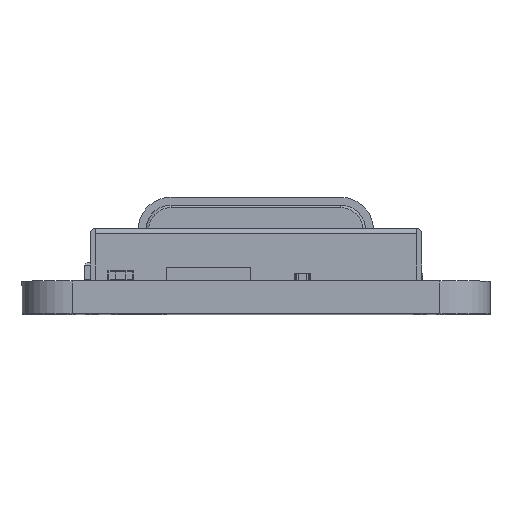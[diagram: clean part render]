
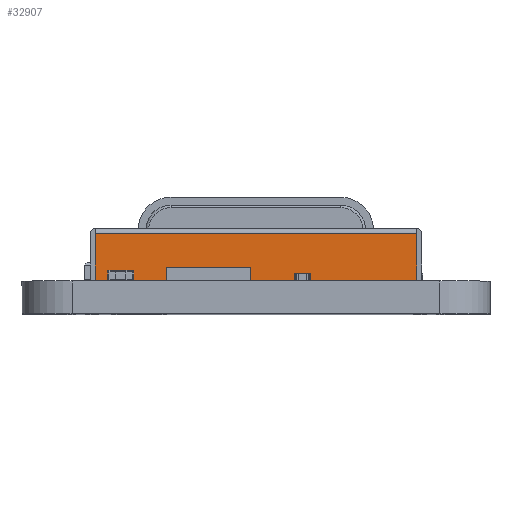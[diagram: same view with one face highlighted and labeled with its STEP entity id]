
A CAD part, top view. The second image highlights one B-rep face of the part: STEP entity #32907.
In plain terms, the highlighted planar face has unit normal (0, 0, 1).
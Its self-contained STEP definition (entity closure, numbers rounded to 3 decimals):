
#2081 = FACE_OUTER_BOUND ( 'NONE', #12821, .T. ) ;
#3748 = LINE ( 'NONE', #40582, #30390 ) ;
#4520 = VERTEX_POINT ( 'NONE', #25621 ) ;
#4758 = DIRECTION ( 'NONE',  ( 0., -1., 0. ) ) ;
#6727 = DIRECTION ( 'NONE',  ( 1., 0., 0. ) ) ;
#8797 = LINE ( 'NONE', #41885, #33839 ) ;
#9454 = VECTOR ( 'NONE', #43742, 1000. ) ;
#10808 = VERTEX_POINT ( 'NONE', #17748 ) ;
#12821 = EDGE_LOOP ( 'NONE', ( #36142, #52319, #13147, #29521 ) ) ;
#13147 = ORIENTED_EDGE ( 'NONE', *, *, #31712, .T. ) ;
#13431 = VERTEX_POINT ( 'NONE', #31623 ) ;
#14183 = LINE ( 'NONE', #43470, #9454 ) ;
#14514 = DIRECTION ( 'NONE',  ( 0., -1., 0. ) ) ;
#17748 = CARTESIAN_POINT ( 'NONE',  ( -6.1, 3.05, 7.057 ) ) ;
#18238 = LINE ( 'NONE', #30963, #18291 ) ;
#18291 = VECTOR ( 'NONE', #34794, 1000. ) ;
#20344 = VERTEX_POINT ( 'NONE', #29848 ) ;
#22616 = PLANE ( 'NONE',  #38211 ) ;
#24977 = EDGE_CURVE ( 'NONE', #4520, #13431, #3748, .T. ) ;
#25621 = CARTESIAN_POINT ( 'NONE',  ( -6.1, 1.25, 7.057 ) ) ;
#29521 = ORIENTED_EDGE ( 'NONE', *, *, #32306, .T. ) ;
#29848 = CARTESIAN_POINT ( 'NONE',  ( 6.1, 3.05, 7.057 ) ) ;
#30390 = VECTOR ( 'NONE', #6727, 1000. ) ;
#30963 = CARTESIAN_POINT ( 'NONE',  ( -6.223, 3.05, 7.057 ) ) ;
#31623 = CARTESIAN_POINT ( 'NONE',  ( 6.1, 1.25, 7.057 ) ) ;
#31712 = EDGE_CURVE ( 'NONE', #20344, #10808, #18238, .T. ) ;
#32306 = EDGE_CURVE ( 'NONE', #10808, #4520, #8797, .T. ) ;
#32907 = ADVANCED_FACE ( 'NONE', ( #2081 ), #22616, .T. ) ;
#33839 = VECTOR ( 'NONE', #4758, 1000. ) ;
#34794 = DIRECTION ( 'NONE',  ( -1., 0., 0. ) ) ;
#35116 = CARTESIAN_POINT ( 'NONE',  ( -6.223, 1.25, 7.057 ) ) ;
#36142 = ORIENTED_EDGE ( 'NONE', *, *, #24977, .T. ) ;
#38211 = AXIS2_PLACEMENT_3D ( 'NONE', #35116, #43819, #14514 ) ;
#40582 = CARTESIAN_POINT ( 'NONE',  ( 0., 1.25, 7.057 ) ) ;
#41885 = CARTESIAN_POINT ( 'NONE',  ( -6.1, 1.25, 7.057 ) ) ;
#43470 = CARTESIAN_POINT ( 'NONE',  ( 6.1, 1.25, 7.057 ) ) ;
#43742 = DIRECTION ( 'NONE',  ( 0., 1., 0. ) ) ;
#43819 = DIRECTION ( 'NONE',  ( 0., 0., 1. ) ) ;
#47209 = EDGE_CURVE ( 'NONE', #13431, #20344, #14183, .T. ) ;
#52319 = ORIENTED_EDGE ( 'NONE', *, *, #47209, .T. ) ;
